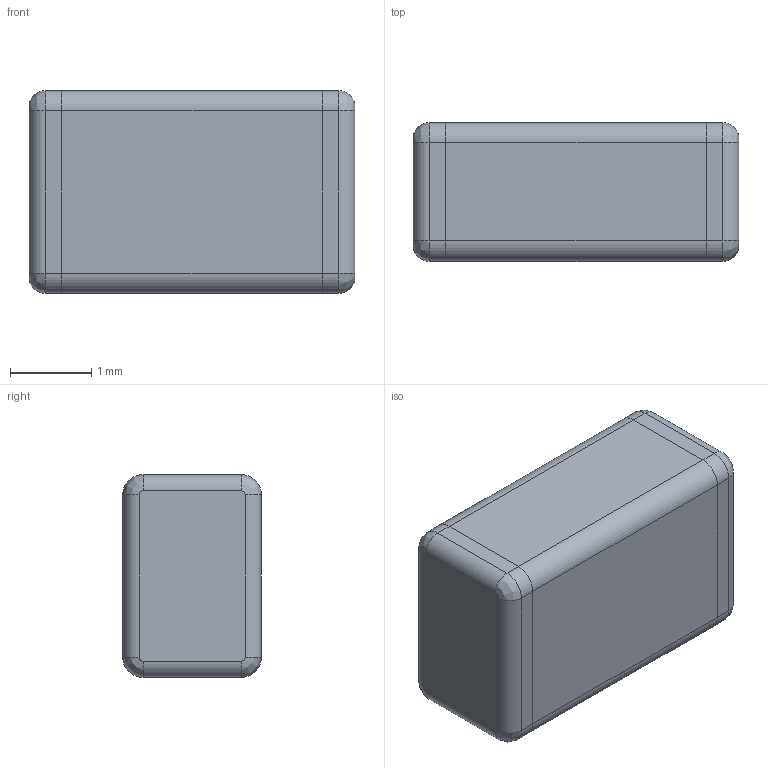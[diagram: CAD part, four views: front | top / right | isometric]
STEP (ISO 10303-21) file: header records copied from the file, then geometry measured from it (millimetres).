
FILE_DESCRIPTION (( 'STEP AP214' ), '1' );
FILE_NAME ('User Library-1210(3225M) Res.STEP', '2014-07-29T02:17:40', ( 'Windows User' ), ( '' ), 'SwSTEP 2.0', 'SolidWorks 2014', '' );
FILE_SCHEMA (( 'AUTOMOTIVE_DESIGN' ));
Length unit declared in the file: inch
Products named in the file (1): User Library-1210(3225M) Res
Bounding box: 4 x 1.7 x 2.49 mm (x, y, z)
Volume: 16.6 mm3; surface area: 55.5 mm2
Topology: 3 solids, 3 shells, 112 faces, 287 edges, 186 vertices
Faces by surface type: bspline 47, plane 45, cylinder 20
Entity records: 6451 total; most frequent: CARTESIAN_POINT 2505, ORIENTED_EDGE 574, DIRECTION 373, EDGE_CURVE 287, VERTEX_POINT 186, LINE 161, VECTOR 161, UNCERTAINTY_MEASURE_WITH_UNIT 117
